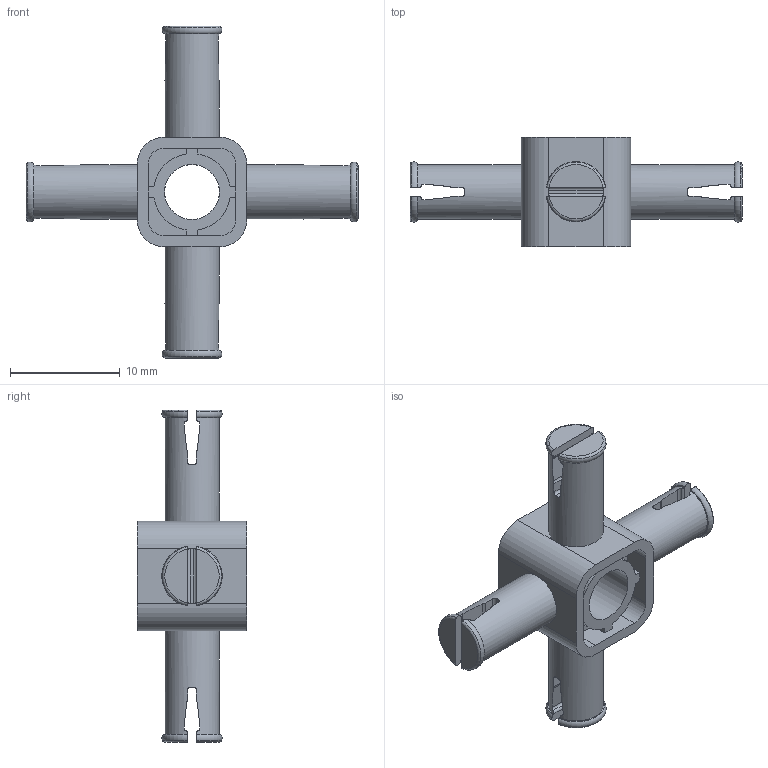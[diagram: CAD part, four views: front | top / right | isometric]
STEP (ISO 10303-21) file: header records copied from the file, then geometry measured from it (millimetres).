
FILE_DESCRIPTION(/* description */ ('Unknown'),/* implementation_level */ '2;1');
FILE_NAME(/* name */ 'C.C 1x1',/* time_stamp */ '2018-09-05T14:51:29+02:00',/* author */ ('Unknown'),/* organization */ ('Unknown'),/* preprocessor_version */ 'ST-DEVELOPER v16.7',/* originating_system */ 'DEX',/* authorisation */ $);
FILE_SCHEMA (('AUTOMOTIVE_DESIGN {1 0 10303 214 3 1 1}'));
Length unit declared in the file: millimetre
Products named in the file (1): C.C 1x1
Bounding box: 30.25 x 10 x 30.25 mm (x, y, z)
Volume: 1299.2 mm3; surface area: 1663.7 mm2
Topology: 1 solids, 1 shells, 165 faces, 464 edges, 310 vertices
Faces by surface type: plane 88, cylinder 61, torus 16
Full cylindrical faces by diameter (mm): 1 x4, 4.95 x4, 5 x1
Entity records: 5360 total; most frequent: CARTESIAN_POINT 1242, ORIENTED_EDGE 892, DIRECTION 784, EDGE_CURVE 446, VERTEX_POINT 302, AXIS2_PLACEMENT_3D 272, LINE 240, VECTOR 240
